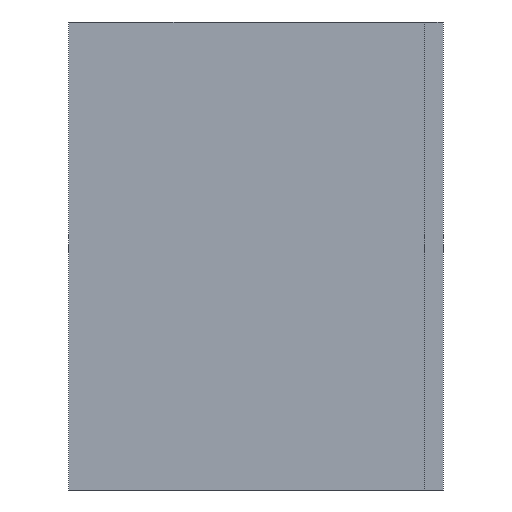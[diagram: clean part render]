
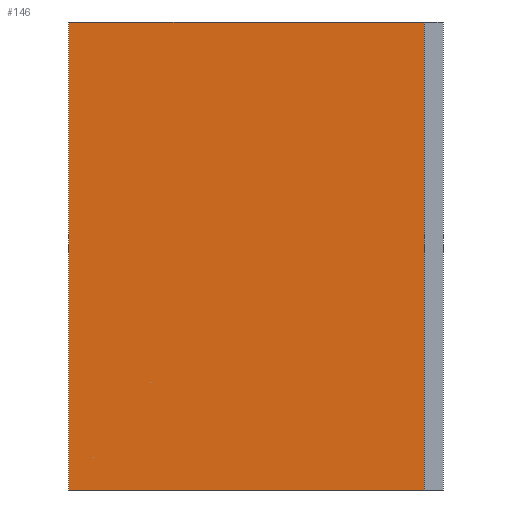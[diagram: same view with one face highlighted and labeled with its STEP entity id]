
A CAD part, left-side view. The second image highlights one B-rep face of the part: STEP entity #146.
In plain terms, the highlighted planar face has unit normal (-1, 0, 0).
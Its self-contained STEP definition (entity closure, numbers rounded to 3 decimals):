
#4 = DIRECTION ( 'NONE',  ( 1., 0., 0. ) ) ;
#6 = AXIS2_PLACEMENT_3D ( 'NONE', #191, #4, #252 ) ;
#12 = EDGE_LOOP ( 'NONE', ( #196, #171, #49, #145 ) ) ;
#34 = VECTOR ( 'NONE', #137, 1000. ) ;
#35 = VERTEX_POINT ( 'NONE', #223 ) ;
#36 = VECTOR ( 'NONE', #240, 1000. ) ;
#49 = ORIENTED_EDGE ( 'NONE', *, *, #258, .F. ) ;
#50 = LINE ( 'NONE', #100, #34 ) ;
#57 = LINE ( 'NONE', #164, #36 ) ;
#58 = VERTEX_POINT ( 'NONE', #88 ) ;
#83 = EDGE_CURVE ( 'NONE', #238, #58, #201, .T. ) ;
#88 = CARTESIAN_POINT ( 'NONE',  ( -2., 40., -25. ) ) ;
#98 = PLANE ( 'NONE',  #6 ) ;
#100 = CARTESIAN_POINT ( 'NONE',  ( -2., 2., 25. ) ) ;
#105 = DIRECTION ( 'NONE',  ( 0., -1., 0. ) ) ;
#133 = EDGE_CURVE ( 'NONE', #266, #35, #50, .T. ) ;
#137 = DIRECTION ( 'NONE',  ( 0., 0., -1. ) ) ;
#138 = FACE_OUTER_BOUND ( 'NONE', #12, .T. ) ;
#145 = ORIENTED_EDGE ( 'NONE', *, *, #83, .T. ) ;
#146 = ADVANCED_FACE ( 'NONE', ( #138 ), #98, .F. ) ;
#162 = CARTESIAN_POINT ( 'NONE',  ( -2., 40., 25. ) ) ;
#164 = CARTESIAN_POINT ( 'NONE',  ( -2., 2., 25. ) ) ;
#166 = CARTESIAN_POINT ( 'NONE',  ( -2., 2., -25. ) ) ;
#171 = ORIENTED_EDGE ( 'NONE', *, *, #133, .F. ) ;
#191 = CARTESIAN_POINT ( 'NONE',  ( -2., 2., 25. ) ) ;
#196 = ORIENTED_EDGE ( 'NONE', *, *, #254, .T. ) ;
#201 = LINE ( 'NONE', #243, #248 ) ;
#204 = DIRECTION ( 'NONE',  ( 0., 0., -1. ) ) ;
#211 = VECTOR ( 'NONE', #105, 1000. ) ;
#214 = CARTESIAN_POINT ( 'NONE',  ( -2., 2., 25. ) ) ;
#223 = CARTESIAN_POINT ( 'NONE',  ( -2., 2., -25. ) ) ;
#237 = LINE ( 'NONE', #166, #211 ) ;
#238 = VERTEX_POINT ( 'NONE', #162 ) ;
#240 = DIRECTION ( 'NONE',  ( 0., -1., 0. ) ) ;
#243 = CARTESIAN_POINT ( 'NONE',  ( -2., 40., 25. ) ) ;
#248 = VECTOR ( 'NONE', #204, 1000. ) ;
#252 = DIRECTION ( 'NONE',  ( 0., 0., -1. ) ) ;
#254 = EDGE_CURVE ( 'NONE', #58, #35, #237, .T. ) ;
#258 = EDGE_CURVE ( 'NONE', #238, #266, #57, .T. ) ;
#266 = VERTEX_POINT ( 'NONE', #214 ) ;
